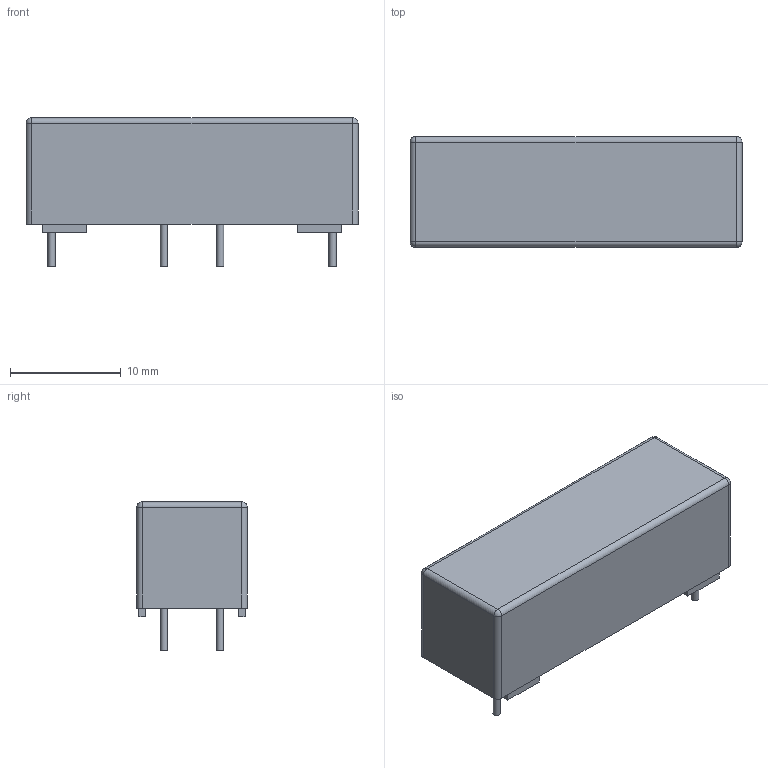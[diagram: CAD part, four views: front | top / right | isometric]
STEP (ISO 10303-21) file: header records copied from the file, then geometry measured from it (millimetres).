
FILE_DESCRIPTION(/* description */ (''),/* implementation_level */ '2;1');
FILE_NAME(/* name */ 'REL_MEDER_LI12-1A85.stp',/* time_stamp */ '2016-04-11T15:00:55+02:00',/* author */ ('riccim'),/* organization */ ('SolidWorks'),/* preprocessor_version */ 'ST-DEVELOPER v15.5',/* originating_system */ 'AutoCAD Mechanical',/* authorisation */ ' ');
FILE_SCHEMA (('AUTOMOTIVE_DESIGN { 1 0 10303 214 3 1 1 }'));
Length unit declared in the file: millimetre
Products named in the file (1): Product
Bounding box: 30 x 10 x 13.4 mm (x, y, z)
Volume: 2886.5 mm3; surface area: 1424.6 mm2
Topology: 9 solids, 9 shells, 54 faces, 96 edges, 60 vertices
Faces by surface type: plane 38, cylinder 12, sphere 4
Full cylindrical faces by diameter (mm): 0.65 x4
Entity records: 1299 total; most frequent: DIRECTION 226, CARTESIAN_POINT 207, ORIENTED_EDGE 184, EDGE_CURVE 92, AXIS2_PLACEMENT_3D 79, LINE 68, VECTOR 68, VERTEX_POINT 60
